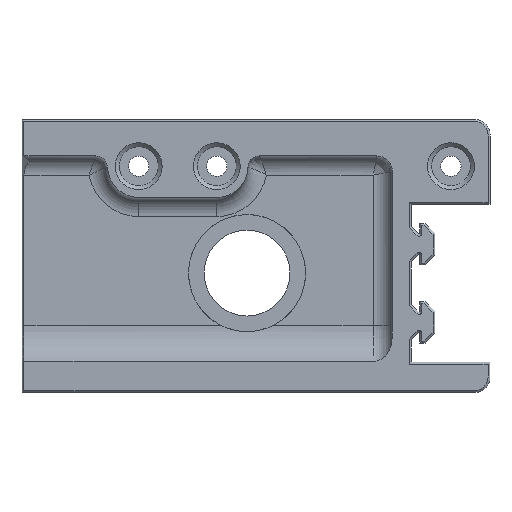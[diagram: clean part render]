
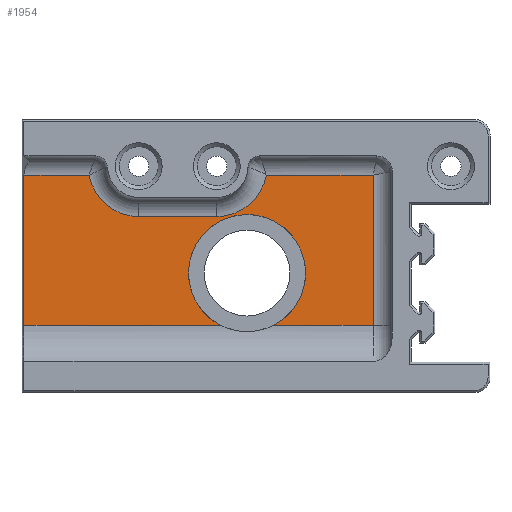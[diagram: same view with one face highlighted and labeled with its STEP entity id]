
A CAD part, front view. The second image highlights one B-rep face of the part: STEP entity #1954.
In plain terms, the highlighted planar face has unit normal (0, -1, 0).
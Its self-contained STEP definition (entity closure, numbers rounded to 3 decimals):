
#69=LINE('',#3168,#282);
#71=LINE('',#3180,#284);
#73=LINE('',#3186,#286);
#74=LINE('',#3189,#287);
#89=LINE('',#3254,#302);
#90=LINE('',#3255,#303);
#91=LINE('',#3256,#304);
#282=VECTOR('',#2339,10.);
#284=VECTOR('',#2353,10.);
#286=VECTOR('',#2363,10.);
#287=VECTOR('',#2366,10.);
#302=VECTOR('',#2419,10.);
#303=VECTOR('',#2420,11.);
#304=VECTOR('',#2421,11.);
#539=FACE_OUTER_BOUND('',#661,.T.);
#661=EDGE_LOOP('',(#1409,#1410,#1411,#1412,#1413,#1414,#1415,#1416,#1417,
#1418,#1419));
#762=CIRCLE('',#2068,15.);
#763=CIRCLE('',#2069,15.);
#772=CIRCLE('',#2092,12.9);
#777=CIRCLE('',#2099,12.9);
#824=VERTEX_POINT('',#2837);
#825=VERTEX_POINT('',#2838);
#826=VERTEX_POINT('',#2840);
#851=VERTEX_POINT('',#2954);
#854=VERTEX_POINT('',#3030);
#857=VERTEX_POINT('',#3132);
#860=VERTEX_POINT('',#3166);
#861=VERTEX_POINT('',#3170);
#863=VERTEX_POINT('',#3176);
#865=VERTEX_POINT('',#3188);
#878=VERTEX_POINT('',#3253);
#998=EDGE_CURVE('',#824,#825,#762,.F.);
#1000=EDGE_CURVE('',#825,#826,#763,.F.);
#1043=EDGE_CURVE('',#860,#857,#69,.T.);
#1044=EDGE_CURVE('',#857,#861,#772,.T.);
#1049=EDGE_CURVE('',#861,#863,#71,.T.);
#1051=EDGE_CURVE('',#863,#854,#777,.T.);
#1053=EDGE_CURVE('',#854,#851,#73,.T.);
#1054=EDGE_CURVE('',#851,#865,#74,.T.);
#1078=EDGE_CURVE('',#878,#860,#89,.T.);
#1079=EDGE_CURVE('',#824,#878,#90,.T.);
#1080=EDGE_CURVE('',#865,#826,#91,.T.);
#1409=ORIENTED_EDGE('',*,*,#1043,.F.);
#1410=ORIENTED_EDGE('',*,*,#1078,.F.);
#1411=ORIENTED_EDGE('',*,*,#1079,.F.);
#1412=ORIENTED_EDGE('',*,*,#998,.T.);
#1413=ORIENTED_EDGE('',*,*,#1000,.T.);
#1414=ORIENTED_EDGE('',*,*,#1080,.F.);
#1415=ORIENTED_EDGE('',*,*,#1054,.F.);
#1416=ORIENTED_EDGE('',*,*,#1053,.F.);
#1417=ORIENTED_EDGE('',*,*,#1051,.F.);
#1418=ORIENTED_EDGE('',*,*,#1049,.F.);
#1419=ORIENTED_EDGE('',*,*,#1044,.F.);
#1860=PLANE('',#2120);
#1954=ADVANCED_FACE('',(#539),#1860,.F.);
#2068=AXIS2_PLACEMENT_3D('',#2839,#2267,#2268);
#2069=AXIS2_PLACEMENT_3D('',#2855,#2269,#2270);
#2092=AXIS2_PLACEMENT_3D('',#3171,#2342,#2343);
#2099=AXIS2_PLACEMENT_3D('',#3183,#2358,#2359);
#2120=AXIS2_PLACEMENT_3D('',#3252,#2417,#2418);
#2267=DIRECTION('center_axis',(0.,-1.,0.));
#2268=DIRECTION('ref_axis',(1.,0.,0.));
#2269=DIRECTION('center_axis',(0.,-1.,0.));
#2270=DIRECTION('ref_axis',(1.,0.,0.));
#2339=DIRECTION('',(1.,0.,0.));
#2342=DIRECTION('center_axis',(0.,-1.,0.));
#2343=DIRECTION('ref_axis',(-0.695,0.,-0.719));
#2353=DIRECTION('',(1.,0.,0.));
#2358=DIRECTION('center_axis',(0.,-1.,0.));
#2359=DIRECTION('ref_axis',(0.695,0.,-0.719));
#2363=DIRECTION('',(1.,0.,0.));
#2366=DIRECTION('',(0.,0.,-1.));
#2417=DIRECTION('center_axis',(0.,1.,0.));
#2418=DIRECTION('ref_axis',(0.,0.,1.));
#2419=DIRECTION('',(0.,0.,1.));
#2420=DIRECTION('',(-1.,0.,0.));
#2421=DIRECTION('',(-1.,0.,0.));
#2837=CARTESIAN_POINT('',(51.016,-185.,-35.78));
#2838=CARTESIAN_POINT('',(42.756,-185.,-22.38));
#2839=CARTESIAN_POINT('Origin',(57.756,-185.,-22.38));
#2840=CARTESIAN_POINT('',(64.496,-185.,-35.78));
#2855=CARTESIAN_POINT('Origin',(57.756,-185.,-22.38));
#2954=CARTESIAN_POINT('',(90.1,-185.,2.736));
#3030=CARTESIAN_POINT('',(62.7,-185.,2.736));
#3132=CARTESIAN_POINT('',(17.3,-185.,2.736));
#3166=CARTESIAN_POINT('',(0.6,-185.,2.736));
#3168=CARTESIAN_POINT('',(-47.5,-185.,2.736));
#3170=CARTESIAN_POINT('',(30.,-185.,-7.9));
#3171=CARTESIAN_POINT('Origin',(30.,-185.,5.));
#3176=CARTESIAN_POINT('',(50.,-185.,-7.9));
#3180=CARTESIAN_POINT('',(15.,-185.,-7.9));
#3183=CARTESIAN_POINT('Origin',(50.,-185.,5.));
#3186=CARTESIAN_POINT('',(-47.5,-185.,2.736));
#3188=CARTESIAN_POINT('',(90.1,-185.,-35.78));
#3189=CARTESIAN_POINT('',(90.1,-185.,-5.523));
#3252=CARTESIAN_POINT('Origin',(0.,-185.,-18.682));
#3253=CARTESIAN_POINT('',(0.6,-185.,-35.78));
#3254=CARTESIAN_POINT('',(0.6,-185.,-18.341));
#3255=CARTESIAN_POINT('',(47.5,-185.,-35.78));
#3256=CARTESIAN_POINT('',(47.5,-185.,-35.78));
